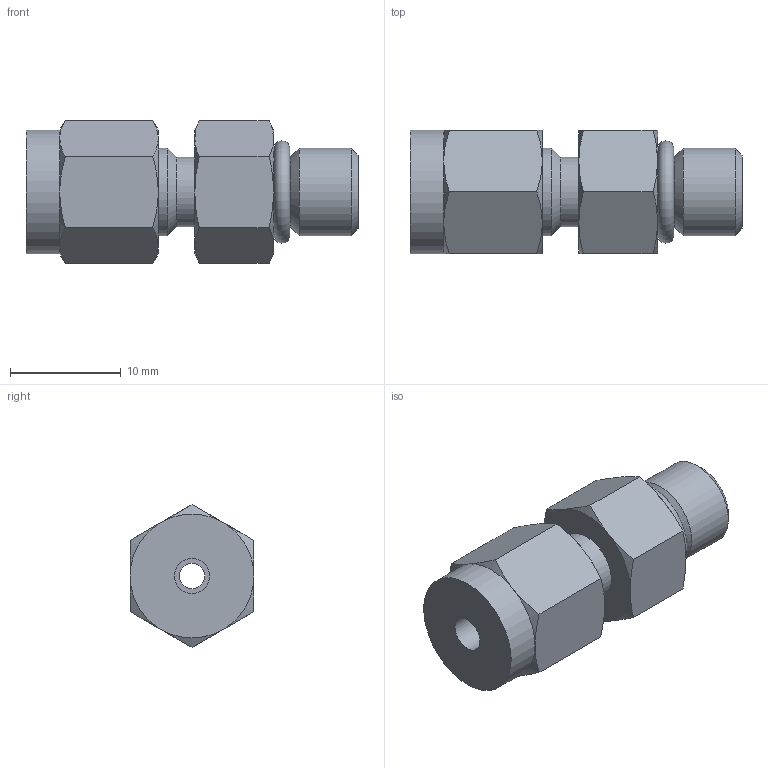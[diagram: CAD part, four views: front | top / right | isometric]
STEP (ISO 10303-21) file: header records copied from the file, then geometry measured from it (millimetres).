
FILE_DESCRIPTION(/* description */ ('starvars output'),/* implementation_level */ '2;1');
FILE_NAME(/* name */ 'COTS_FIT_SS-200-1-2ST.step',/* time_stamp */ '2025-11-21T20:00:07-05:00',/* author */ (''),/* organization */ (''),/* preprocessor_version */ 'ST-DEVELOPER v20.1',/* originating_system */ 'Autodesk Translation Framework v14.21.0.0',/* authorisation */ '');
FILE_SCHEMA (('AUTOMOTIVE_DESIGN { 1 0 10303 214 3 1 1 }'));
Length unit declared in the file: millimetre
Products named in the file (1): PRODUCT_ID_1
Bounding box: 29.97 x 11.18 x 12.9 mm (x, y, z)
Volume: 2346.7 mm3; surface area: 1674.1 mm2
Topology: 1 solids, 1 shells, 54 faces, 113 edges, 65 vertices
Faces by surface type: cone 27, plane 18, cylinder 8, torus 1
Full cylindrical faces by diameter (mm): 2.286 x1, 3.175 x1, 6.259 x1, 6.35 x2, 7.938 x2, 11.176 x1
Entity records: 1400 total; most frequent: CARTESIAN_POINT 329, ORIENTED_EDGE 226, DIRECTION 217, EDGE_CURVE 113, AXIS2_PLACEMENT_3D 97, VERTEX_POINT 65, EDGE_LOOP 60, FACE_OUTER_BOUND 54
